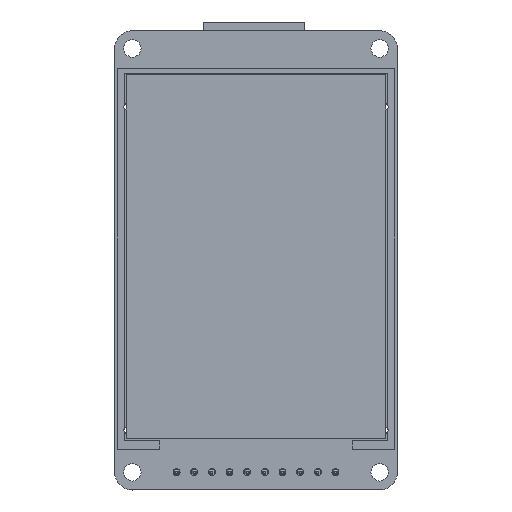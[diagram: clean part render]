
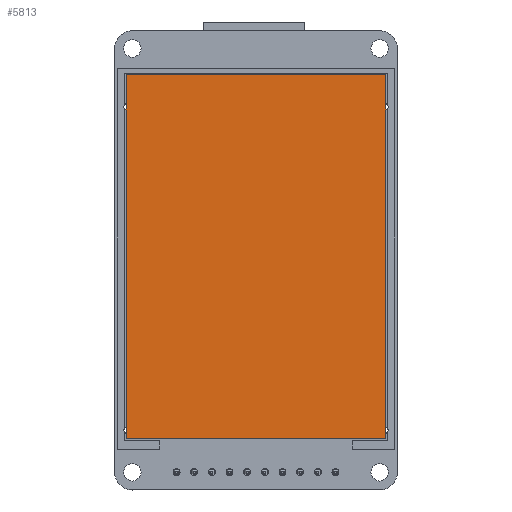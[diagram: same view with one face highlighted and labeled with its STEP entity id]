
A CAD part, top view. The second image highlights one B-rep face of the part: STEP entity #5813.
In plain terms, the highlighted planar face has unit normal (0, 0, 1).
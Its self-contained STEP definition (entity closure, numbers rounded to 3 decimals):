
#723=FACE_OUTER_BOUND('',#1091,.T.);
#1091=EDGE_LOOP('',(#5103,#5104,#5105,#5106));
#1745=LINE('',#9105,#2443);
#1748=LINE('',#9111,#2446);
#1751=LINE('',#9117,#2449);
#1754=LINE('',#9121,#2452);
#2443=VECTOR('',#7558,10.);
#2446=VECTOR('',#7563,10.);
#2449=VECTOR('',#7568,10.);
#2452=VECTOR('',#7573,10.);
#2939=VERTEX_POINT('',#9102);
#2940=VERTEX_POINT('',#9104);
#2942=VERTEX_POINT('',#9110);
#2944=VERTEX_POINT('',#9116);
#3665=EDGE_CURVE('',#2940,#2939,#1745,.T.);
#3668=EDGE_CURVE('',#2942,#2940,#1748,.T.);
#3671=EDGE_CURVE('',#2944,#2942,#1751,.T.);
#3674=EDGE_CURVE('',#2939,#2944,#1754,.T.);
#5103=ORIENTED_EDGE('',*,*,#3674,.T.);
#5104=ORIENTED_EDGE('',*,*,#3671,.T.);
#5105=ORIENTED_EDGE('',*,*,#3668,.T.);
#5106=ORIENTED_EDGE('',*,*,#3665,.T.);
#5509=PLANE('',#6234);
#5813=ADVANCED_FACE('',(#723),#5509,.T.);
#6234=AXIS2_PLACEMENT_3D('',#9122,#7574,#7575);
#7558=DIRECTION('',(0.,-1.,0.));
#7563=DIRECTION('',(-1.,0.,0.));
#7568=DIRECTION('',(0.,1.,0.));
#7573=DIRECTION('',(1.,0.,0.));
#7574=DIRECTION('center_axis',(0.,0.,1.));
#7575=DIRECTION('ref_axis',(1.,0.,0.));
#9102=CARTESIAN_POINT('',(-7.239,4.806,4.775));
#9104=CARTESIAN_POINT('',(-7.239,57.13,4.775));
#9105=CARTESIAN_POINT('',(-7.239,4.806,4.775));
#9110=CARTESIAN_POINT('',(30.099,57.13,4.775));
#9111=CARTESIAN_POINT('',(-7.239,57.13,4.775));
#9116=CARTESIAN_POINT('',(30.099,4.806,4.775));
#9117=CARTESIAN_POINT('',(30.099,57.13,4.775));
#9121=CARTESIAN_POINT('',(30.099,4.806,4.775));
#9122=CARTESIAN_POINT('Origin',(11.43,30.968,4.775));
